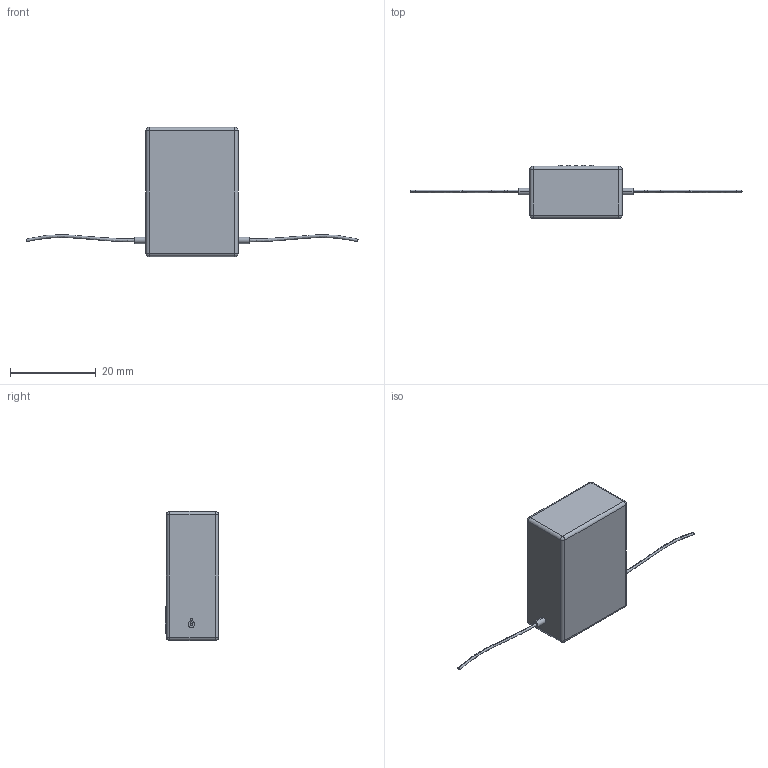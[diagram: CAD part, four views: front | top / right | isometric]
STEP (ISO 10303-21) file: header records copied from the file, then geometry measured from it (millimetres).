
FILE_DESCRIPTION (( 'STEP AP214' ), '1' );
FILE_NAME ('Rcvr-AR6210.step', '2014-06-04T10:43:06', ( '' ), ( '' ), 'SwSTEP 2.0', 'SolidWorks 2013', '' );
FILE_SCHEMA (( 'AUTOMOTIVE_DESIGN' ));
Length unit declared in the file: inch
Products named in the file (1): Rcvr-AR6210
Bounding box: 77.62 x 12.45 x 30.23 mm (x, y, z)
Volume: 3549.2 mm3; surface area: 4887.7 mm2
Topology: 1 solids, 1 shells, 263 faces, 590 edges, 352 vertices
Faces by surface type: plane 235, cylinder 16, sphere 8, bspline 4
Entity records: 9759 total; most frequent: CARTESIAN_POINT 1414, ORIENTED_EDGE 1164, DIRECTION 1138, EDGE_CURVE 582, LINE 538, VECTOR 538, VERTEX_POINT 352, AXIS2_PLACEMENT_3D 300
